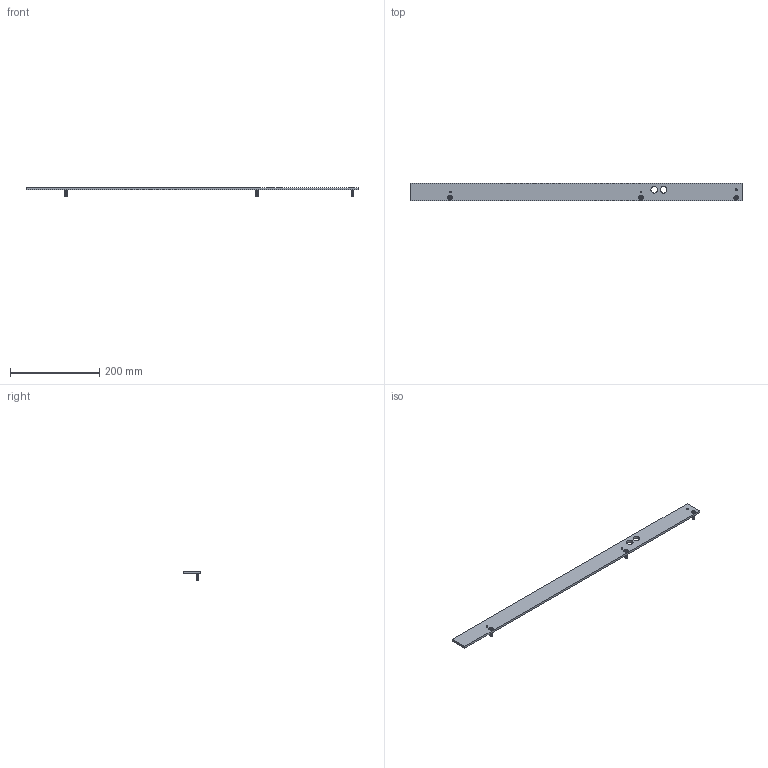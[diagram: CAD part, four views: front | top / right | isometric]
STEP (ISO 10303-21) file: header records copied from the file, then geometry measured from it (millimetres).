
FILE_DESCRIPTION(('CoCreate Modeling STEP Export'),'2;1');
FILE_NAME('TS5000E_RFS_20540-K-014.stp','2011-04-26T18:06:21',(''),(''),'CoCreate Modeling STEP processor for AP214 (Solid Model)','CoCreate Modeling 17.0B 09-Oct-2010 (C) Parametric Technology GmbH','');
FILE_SCHEMA(('AUTOMOTIVE_DESIGN { 1 0 10303 214 1 1 1 1 }'));
Length unit declared in the file: millimetre
Products named in the file (3): MONTAGEPLATTE_R-GLEITSCHIENE; 91420A328; TS5000R_RFS_20540-K-014
Assembly tree (4 placements, depth 2):
  TS5000R_RFS_20540-K-014
    91420A328  x3
    MONTAGEPLATTE_R-GLEITSCHIENE
Bounding box: 745 x 40 x 20 mm (x, y, z)
Volume: 147358.3 mm3; surface area: 69004.1 mm2
Topology: 4 solids, 4 shells, 616 faces, 1563 edges, 955 vertices
Faces by surface type: cone 288, cylinder 268, plane 60
Entity records: 8786 total; most frequent: CARTESIAN_POINT 3722, ORIENTED_EDGE 1150, DIRECTION 854, EDGE_CURVE 575, VERTEX_POINT 353, AXIS2_PLACEMENT_3D 307, EDGE_LOOP 246, VECTOR 240
